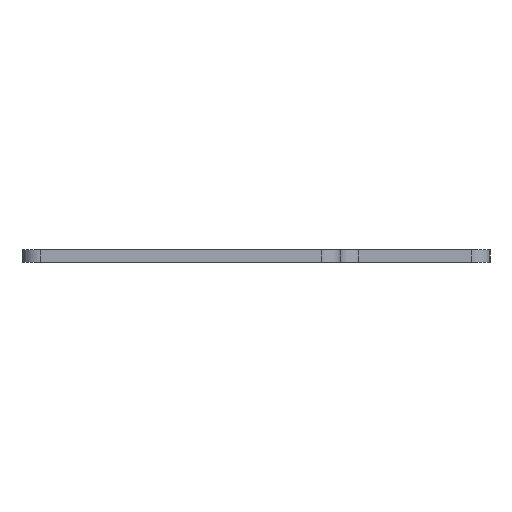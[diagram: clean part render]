
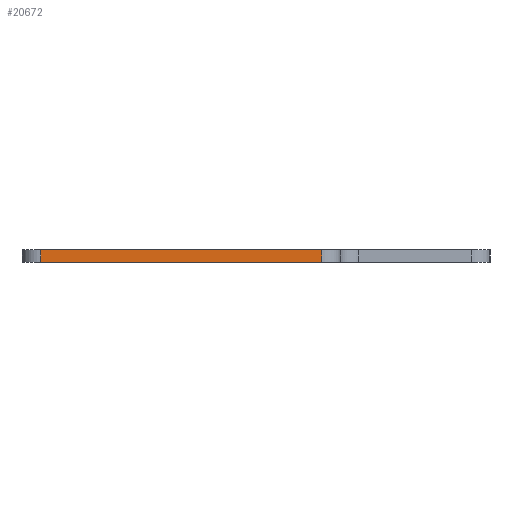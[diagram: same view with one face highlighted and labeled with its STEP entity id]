
A CAD part, left-side view. The second image highlights one B-rep face of the part: STEP entity #20672.
In plain terms, the highlighted planar face has unit normal (-1, 0, 0).
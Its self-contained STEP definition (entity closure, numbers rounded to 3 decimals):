
#84 = PLANE('',#85);
#85 = AXIS2_PLACEMENT_3D('',#86,#87,#88);
#86 = CARTESIAN_POINT('',(0.,0.823,1.6));
#87 = DIRECTION('',(0.,0.,1.));
#88 = DIRECTION('',(1.,0.,-0.));
#139 = PLANE('',#140);
#140 = AXIS2_PLACEMENT_3D('',#141,#142,#143);
#141 = CARTESIAN_POINT('',(0.,0.823,0.));
#142 = DIRECTION('',(0.,0.,1.));
#143 = DIRECTION('',(1.,0.,-0.));
#270 = CYLINDRICAL_SURFACE('',#271,2.381);
#271 = AXIS2_PLACEMENT_3D('',#272,#273,#274);
#272 = CARTESIAN_POINT('',(-94.059,27.384,0.));
#273 = DIRECTION('',(-0.,-0.,-1.));
#274 = DIRECTION('',(1.,0.,-0.));
#309 = VERTEX_POINT('',#310);
#310 = CARTESIAN_POINT('',(-96.441,27.384,0.));
#332 = EDGE_CURVE('',#309,#333,#335,.T.);
#333 = VERTEX_POINT('',#334);
#334 = CARTESIAN_POINT('',(-96.441,-8.334,0.));
#335 = SURFACE_CURVE('',#336,(#340,#347),.PCURVE_S1.);
#336 = LINE('',#337,#338);
#337 = CARTESIAN_POINT('',(-96.441,27.384,0.));
#338 = VECTOR('',#339,1.);
#339 = DIRECTION('',(0.,-1.,0.));
#340 = PCURVE('',#139,#341);
#341 = DEFINITIONAL_REPRESENTATION('',(#342),#346);
#342 = LINE('',#343,#344);
#343 = CARTESIAN_POINT('',(-96.441,26.561));
#344 = VECTOR('',#345,1.);
#345 = DIRECTION('',(0.,-1.));
#346 = ( GEOMETRIC_REPRESENTATION_CONTEXT(2) 
PARAMETRIC_REPRESENTATION_CONTEXT() REPRESENTATION_CONTEXT('2D SPACE',''
  ) );
#347 = PCURVE('',#348,#353);
#348 = PLANE('',#349);
#349 = AXIS2_PLACEMENT_3D('',#350,#351,#352);
#350 = CARTESIAN_POINT('',(-96.441,27.384,0.));
#351 = DIRECTION('',(1.,0.,-0.));
#352 = DIRECTION('',(0.,-1.,0.));
#353 = DEFINITIONAL_REPRESENTATION('',(#354),#358);
#354 = LINE('',#355,#356);
#355 = CARTESIAN_POINT('',(0.,0.));
#356 = VECTOR('',#357,1.);
#357 = DIRECTION('',(1.,0.));
#358 = ( GEOMETRIC_REPRESENTATION_CONTEXT(2) 
PARAMETRIC_REPRESENTATION_CONTEXT() REPRESENTATION_CONTEXT('2D SPACE',''
  ) );
#377 = CYLINDRICAL_SURFACE('',#378,2.381);
#378 = AXIS2_PLACEMENT_3D('',#379,#380,#381);
#379 = CARTESIAN_POINT('',(-94.059,-8.334,0.));
#380 = DIRECTION('',(-0.,-0.,-1.));
#381 = DIRECTION('',(1.,0.,-0.));
#11356 = VERTEX_POINT('',#11357);
#11357 = CARTESIAN_POINT('',(-96.441,27.384,1.6));
#11379 = EDGE_CURVE('',#11356,#11380,#11382,.T.);
#11380 = VERTEX_POINT('',#11381);
#11381 = CARTESIAN_POINT('',(-96.441,-8.334,1.6));
#11382 = SURFACE_CURVE('',#11383,(#11387,#11394),.PCURVE_S1.);
#11383 = LINE('',#11384,#11385);
#11384 = CARTESIAN_POINT('',(-96.441,27.384,1.6));
#11385 = VECTOR('',#11386,1.);
#11386 = DIRECTION('',(0.,-1.,0.));
#11387 = PCURVE('',#84,#11388);
#11388 = DEFINITIONAL_REPRESENTATION('',(#11389),#11393);
#11389 = LINE('',#11390,#11391);
#11390 = CARTESIAN_POINT('',(-96.441,26.561));
#11391 = VECTOR('',#11392,1.);
#11392 = DIRECTION('',(0.,-1.));
#11393 = ( GEOMETRIC_REPRESENTATION_CONTEXT(2) 
PARAMETRIC_REPRESENTATION_CONTEXT() REPRESENTATION_CONTEXT('2D SPACE',''
  ) );
#11394 = PCURVE('',#348,#11395);
#11395 = DEFINITIONAL_REPRESENTATION('',(#11396),#11400);
#11396 = LINE('',#11397,#11398);
#11397 = CARTESIAN_POINT('',(0.,-1.6));
#11398 = VECTOR('',#11399,1.);
#11399 = DIRECTION('',(1.,0.));
#11400 = ( GEOMETRIC_REPRESENTATION_CONTEXT(2) 
PARAMETRIC_REPRESENTATION_CONTEXT() REPRESENTATION_CONTEXT('2D SPACE',''
  ) );
#20624 = EDGE_CURVE('',#309,#11356,#20625,.T.);
#20625 = SURFACE_CURVE('',#20626,(#20630,#20637),.PCURVE_S1.);
#20626 = LINE('',#20627,#20628);
#20627 = CARTESIAN_POINT('',(-96.441,27.384,0.));
#20628 = VECTOR('',#20629,1.);
#20629 = DIRECTION('',(0.,0.,1.));
#20630 = PCURVE('',#270,#20631);
#20631 = DEFINITIONAL_REPRESENTATION('',(#20632),#20636);
#20632 = LINE('',#20633,#20634);
#20633 = CARTESIAN_POINT('',(-3.142,0.));
#20634 = VECTOR('',#20635,1.);
#20635 = DIRECTION('',(-0.,-1.));
#20636 = ( GEOMETRIC_REPRESENTATION_CONTEXT(2) 
PARAMETRIC_REPRESENTATION_CONTEXT() REPRESENTATION_CONTEXT('2D SPACE',''
  ) );
#20637 = PCURVE('',#348,#20638);
#20638 = DEFINITIONAL_REPRESENTATION('',(#20639),#20643);
#20639 = LINE('',#20640,#20641);
#20640 = CARTESIAN_POINT('',(0.,0.));
#20641 = VECTOR('',#20642,1.);
#20642 = DIRECTION('',(0.,-1.));
#20643 = ( GEOMETRIC_REPRESENTATION_CONTEXT(2) 
PARAMETRIC_REPRESENTATION_CONTEXT() REPRESENTATION_CONTEXT('2D SPACE',''
  ) );
#20672 = ADVANCED_FACE('',(#20673),#348,.F.);
#20673 = FACE_BOUND('',#20674,.F.);
#20674 = EDGE_LOOP('',(#20675,#20676,#20677,#20698));
#20675 = ORIENTED_EDGE('',*,*,#20624,.T.);
#20676 = ORIENTED_EDGE('',*,*,#11379,.T.);
#20677 = ORIENTED_EDGE('',*,*,#20678,.F.);
#20678 = EDGE_CURVE('',#333,#11380,#20679,.T.);
#20679 = SURFACE_CURVE('',#20680,(#20684,#20691),.PCURVE_S1.);
#20680 = LINE('',#20681,#20682);
#20681 = CARTESIAN_POINT('',(-96.441,-8.334,0.));
#20682 = VECTOR('',#20683,1.);
#20683 = DIRECTION('',(0.,0.,1.));
#20684 = PCURVE('',#348,#20685);
#20685 = DEFINITIONAL_REPRESENTATION('',(#20686),#20690);
#20686 = LINE('',#20687,#20688);
#20687 = CARTESIAN_POINT('',(35.719,0.));
#20688 = VECTOR('',#20689,1.);
#20689 = DIRECTION('',(0.,-1.));
#20690 = ( GEOMETRIC_REPRESENTATION_CONTEXT(2) 
PARAMETRIC_REPRESENTATION_CONTEXT() REPRESENTATION_CONTEXT('2D SPACE',''
  ) );
#20691 = PCURVE('',#377,#20692);
#20692 = DEFINITIONAL_REPRESENTATION('',(#20693),#20697);
#20693 = LINE('',#20694,#20695);
#20694 = CARTESIAN_POINT('',(-3.142,0.));
#20695 = VECTOR('',#20696,1.);
#20696 = DIRECTION('',(-0.,-1.));
#20697 = ( GEOMETRIC_REPRESENTATION_CONTEXT(2) 
PARAMETRIC_REPRESENTATION_CONTEXT() REPRESENTATION_CONTEXT('2D SPACE',''
  ) );
#20698 = ORIENTED_EDGE('',*,*,#332,.F.);
